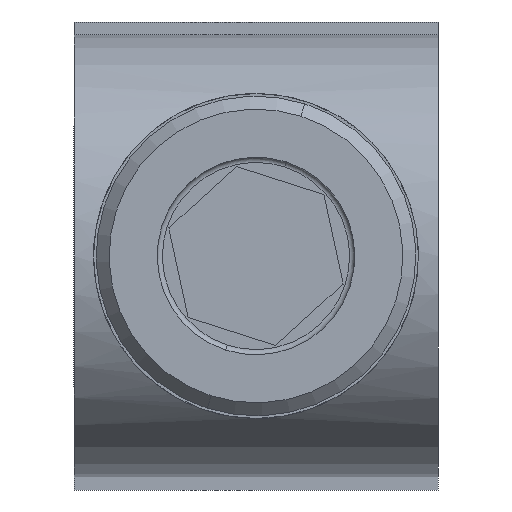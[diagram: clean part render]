
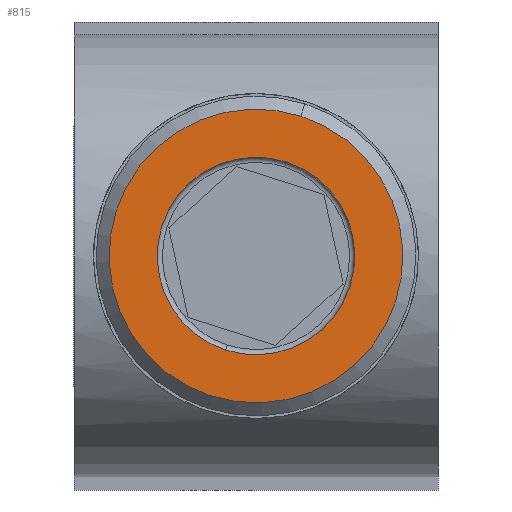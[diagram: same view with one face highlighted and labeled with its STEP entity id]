
A CAD part, left-side view. The second image highlights one B-rep face of the part: STEP entity #815.
In plain terms, the highlighted planar face has unit normal (-1, 0, 0).
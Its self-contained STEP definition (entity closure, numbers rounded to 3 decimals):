
#54 = CARTESIAN_POINT ( 'NONE',  ( 0., 0., -5.65 ) ) ;
#123 = CIRCLE ( 'NONE', #1040, 3.8 ) ;
#140 = CIRCLE ( 'NONE', #917, 3.8 ) ;
#175 = EDGE_CURVE ( 'NONE', #1206, #1439, #140, .T. ) ;
#181 = AXIS2_PLACEMENT_3D ( 'NONE', #261, #1383, #421 ) ;
#221 = ORIENTED_EDGE ( 'NONE', *, *, #1528, .T. ) ;
#247 = DIRECTION ( 'NONE',  ( 1., 0., 0. ) ) ;
#261 = CARTESIAN_POINT ( 'NONE',  ( 0., 0., 0. ) ) ;
#330 = FACE_OUTER_BOUND ( 'NONE', #1550, .T. ) ;
#392 = DIRECTION ( 'NONE',  ( -1., 0., 0. ) ) ;
#421 = DIRECTION ( 'NONE',  ( 0., 0., -1. ) ) ;
#463 = AXIS2_PLACEMENT_3D ( 'NONE', #1778, #803, #1941 ) ;
#509 = CARTESIAN_POINT ( 'NONE',  ( 0., 0., 5.65 ) ) ;
#542 = ORIENTED_EDGE ( 'NONE', *, *, #1268, .T. ) ;
#714 = PLANE ( 'NONE',  #794 ) ;
#733 = EDGE_LOOP ( 'NONE', ( #1324, #1845 ) ) ;
#794 = AXIS2_PLACEMENT_3D ( 'NONE', #1045, #247, #1363 ) ;
#803 = DIRECTION ( 'NONE',  ( -1., 0., 0. ) ) ;
#815 = ADVANCED_FACE ( 'NONE', ( #330, #1623 ), #714, .F. ) ;
#917 = AXIS2_PLACEMENT_3D ( 'NONE', #1819, #392, #949 ) ;
#922 = CARTESIAN_POINT ( 'NONE',  ( 0., 0., 0. ) ) ;
#949 = DIRECTION ( 'NONE',  ( 0., 0., 1. ) ) ;
#1040 = AXIS2_PLACEMENT_3D ( 'NONE', #922, #2041, #1088 ) ;
#1045 = CARTESIAN_POINT ( 'NONE',  ( 0., 0., 0. ) ) ;
#1088 = DIRECTION ( 'NONE',  ( 0., 0., 1. ) ) ;
#1206 = VERTEX_POINT ( 'NONE', #1697 ) ;
#1268 = EDGE_CURVE ( 'NONE', #1575, #2063, #1837, .T. ) ;
#1308 = EDGE_CURVE ( 'NONE', #1439, #1206, #123, .T. ) ;
#1324 = ORIENTED_EDGE ( 'NONE', *, *, #175, .F. ) ;
#1363 = DIRECTION ( 'NONE',  ( 0., 0., -1. ) ) ;
#1383 = DIRECTION ( 'NONE',  ( -1., 0., 0. ) ) ;
#1439 = VERTEX_POINT ( 'NONE', #1598 ) ;
#1528 = EDGE_CURVE ( 'NONE', #2063, #1575, #1862, .T. ) ;
#1550 = EDGE_LOOP ( 'NONE', ( #221, #542 ) ) ;
#1575 = VERTEX_POINT ( 'NONE', #509 ) ;
#1598 = CARTESIAN_POINT ( 'NONE',  ( 0., 0., -3.8 ) ) ;
#1623 = FACE_BOUND ( 'NONE', #733, .T. ) ;
#1697 = CARTESIAN_POINT ( 'NONE',  ( 0., 0., 3.8 ) ) ;
#1778 = CARTESIAN_POINT ( 'NONE',  ( 0., 0., 0. ) ) ;
#1819 = CARTESIAN_POINT ( 'NONE',  ( 0., 0., 0. ) ) ;
#1837 = CIRCLE ( 'NONE', #181, 5.65 ) ;
#1845 = ORIENTED_EDGE ( 'NONE', *, *, #1308, .F. ) ;
#1862 = CIRCLE ( 'NONE', #463, 5.65 ) ;
#1941 = DIRECTION ( 'NONE',  ( 0., 0., -1. ) ) ;
#2041 = DIRECTION ( 'NONE',  ( -1., 0., 0. ) ) ;
#2063 = VERTEX_POINT ( 'NONE', #54 ) ;
